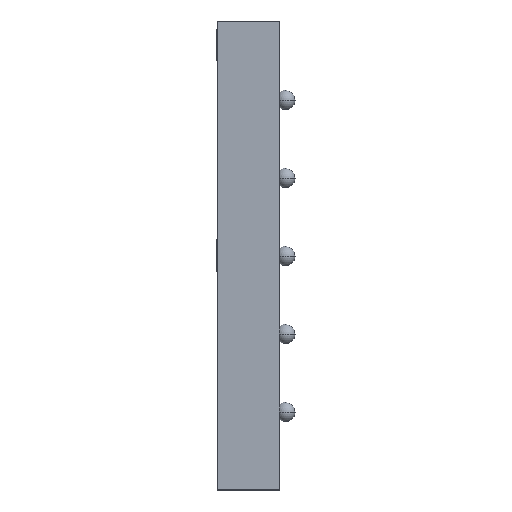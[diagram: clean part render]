
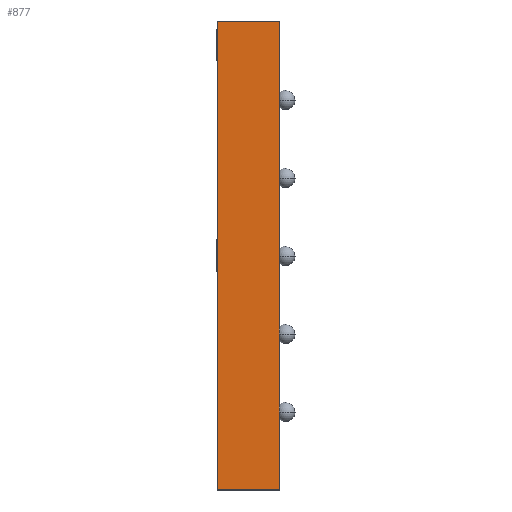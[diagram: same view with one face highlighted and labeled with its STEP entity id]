
A CAD part, left-side view. The second image highlights one B-rep face of the part: STEP entity #877.
In plain terms, the highlighted planar face has unit normal (-1, 0, 0).
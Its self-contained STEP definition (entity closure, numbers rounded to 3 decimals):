
#48 = EDGE_CURVE ( 'NONE', #3083, #1723, #3783, .T. ) ;
#159 = EDGE_CURVE ( 'NONE', #3083, #1350, #516, .T. ) ;
#493 = FACE_OUTER_BOUND ( 'NONE', #5119, .T. ) ;
#516 = LINE ( 'NONE', #4842, #4786 ) ;
#779 = EDGE_CURVE ( 'NONE', #1350, #4705, #4931, .T. ) ;
#780 = DIRECTION ( 'NONE',  ( 0., -1., 0. ) ) ;
#877 = ADVANCED_FACE ( 'NONE', ( #493 ), #2643, .F. ) ;
#959 = CARTESIAN_POINT ( 'NONE',  ( -4., 0.8, 3. ) ) ;
#1059 = CARTESIAN_POINT ( 'NONE',  ( -4., 0., 3. ) ) ;
#1160 = AXIS2_PLACEMENT_3D ( 'NONE', #2295, #2755, #4501 ) ;
#1350 = VERTEX_POINT ( 'NONE', #959 ) ;
#1723 = VERTEX_POINT ( 'NONE', #2161 ) ;
#2161 = CARTESIAN_POINT ( 'NONE',  ( -4., 0., -3. ) ) ;
#2285 = EDGE_CURVE ( 'NONE', #1723, #4705, #3267, .T. ) ;
#2295 = CARTESIAN_POINT ( 'NONE',  ( -4., 0.8, 3. ) ) ;
#2517 = VECTOR ( 'NONE', #2808, 1000. ) ;
#2643 = PLANE ( 'NONE',  #1160 ) ;
#2649 = ORIENTED_EDGE ( 'NONE', *, *, #159, .F. ) ;
#2755 = DIRECTION ( 'NONE',  ( 1., 0., 0. ) ) ;
#2808 = DIRECTION ( 'NONE',  ( 0., 0., 1. ) ) ;
#3022 = ORIENTED_EDGE ( 'NONE', *, *, #48, .T. ) ;
#3083 = VERTEX_POINT ( 'NONE', #3649 ) ;
#3236 = VECTOR ( 'NONE', #780, 1000. ) ;
#3267 = LINE ( 'NONE', #3295, #2517 ) ;
#3295 = CARTESIAN_POINT ( 'NONE',  ( -4., 0., 3. ) ) ;
#3628 = CARTESIAN_POINT ( 'NONE',  ( -4., 0.8, 3. ) ) ;
#3649 = CARTESIAN_POINT ( 'NONE',  ( -4., 0.8, -3. ) ) ;
#3783 = LINE ( 'NONE', #5511, #3236 ) ;
#3983 = DIRECTION ( 'NONE',  ( 0., 0., 1. ) ) ;
#4263 = ORIENTED_EDGE ( 'NONE', *, *, #779, .F. ) ;
#4478 = ORIENTED_EDGE ( 'NONE', *, *, #2285, .T. ) ;
#4501 = DIRECTION ( 'NONE',  ( 0., 0., -1. ) ) ;
#4705 = VERTEX_POINT ( 'NONE', #1059 ) ;
#4786 = VECTOR ( 'NONE', #3983, 1000. ) ;
#4842 = CARTESIAN_POINT ( 'NONE',  ( -4., 0.8, 3. ) ) ;
#4931 = LINE ( 'NONE', #3628, #5502 ) ;
#4957 = DIRECTION ( 'NONE',  ( 0., -1., 0. ) ) ;
#5119 = EDGE_LOOP ( 'NONE', ( #4478, #4263, #2649, #3022 ) ) ;
#5502 = VECTOR ( 'NONE', #4957, 1000. ) ;
#5511 = CARTESIAN_POINT ( 'NONE',  ( -4., 0.8, -3. ) ) ;
